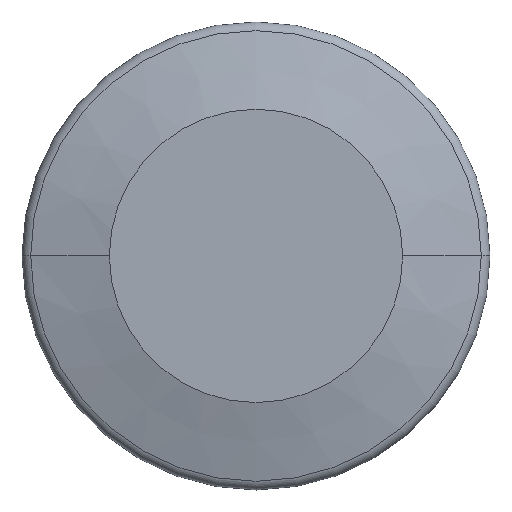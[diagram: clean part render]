
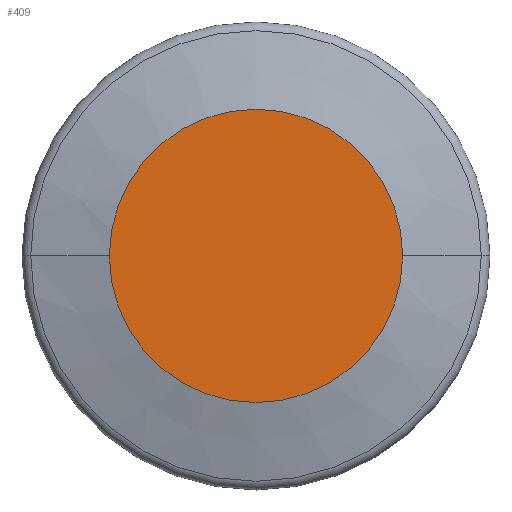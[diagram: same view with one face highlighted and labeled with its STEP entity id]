
A CAD part, top view. The second image highlights one B-rep face of the part: STEP entity #409.
In plain terms, the highlighted planar face has unit normal (0, 0, 1).
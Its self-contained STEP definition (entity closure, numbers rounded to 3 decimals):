
#27 = AXIS2_PLACEMENT_3D ( 'NONE', #318, #75, #125 ) ;
#45 = EDGE_CURVE ( 'NONE', #51, #231, #155, .T. ) ;
#51 = VERTEX_POINT ( 'NONE', #346 ) ;
#75 = DIRECTION ( 'NONE',  ( 0., 0., -1. ) ) ;
#82 = EDGE_LOOP ( 'NONE', ( #315, #330 ) ) ;
#101 = FACE_OUTER_BOUND ( 'NONE', #82, .T. ) ;
#125 = DIRECTION ( 'NONE',  ( -1., 0., 0. ) ) ;
#155 = CIRCLE ( 'NONE', #27, 12.535 ) ;
#185 = PLANE ( 'NONE',  #460 ) ;
#206 = EDGE_CURVE ( 'NONE', #231, #51, #258, .T. ) ;
#216 = DIRECTION ( 'NONE',  ( 0., 0., -1. ) ) ;
#231 = VERTEX_POINT ( 'NONE', #359 ) ;
#258 = CIRCLE ( 'NONE', #401, 12.535 ) ;
#269 = DIRECTION ( 'NONE',  ( 0., 0., -1. ) ) ;
#315 = ORIENTED_EDGE ( 'NONE', *, *, #45, .F. ) ;
#318 = CARTESIAN_POINT ( 'NONE',  ( 0., 0., 0. ) ) ;
#330 = ORIENTED_EDGE ( 'NONE', *, *, #206, .F. ) ;
#345 = CARTESIAN_POINT ( 'NONE',  ( 12.535, 0., 0. ) ) ;
#346 = CARTESIAN_POINT ( 'NONE',  ( -12.535, 0., 0. ) ) ;
#359 = CARTESIAN_POINT ( 'NONE',  ( 12.535, 0., 0. ) ) ;
#388 = DIRECTION ( 'NONE',  ( -1., 0., 0. ) ) ;
#401 = AXIS2_PLACEMENT_3D ( 'NONE', #482, #269, #388 ) ;
#409 = ADVANCED_FACE ( 'NONE', ( #101 ), #185, .F. ) ;
#460 = AXIS2_PLACEMENT_3D ( 'NONE', #345, #216, #463 ) ;
#463 = DIRECTION ( 'NONE',  ( -1., 0., 0. ) ) ;
#482 = CARTESIAN_POINT ( 'NONE',  ( 0., 0., 0. ) ) ;
